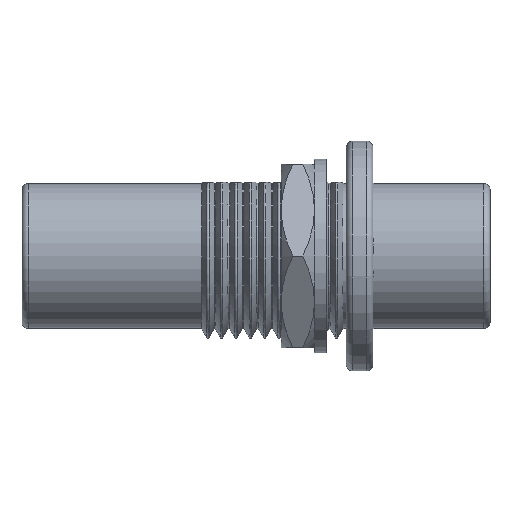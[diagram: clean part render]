
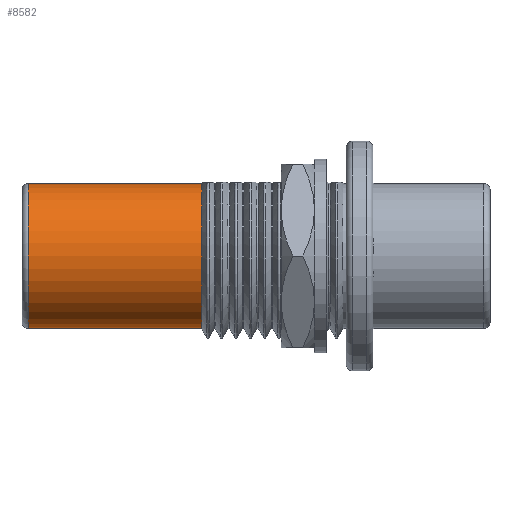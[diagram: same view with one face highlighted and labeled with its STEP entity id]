
A CAD part, left-side view. The second image highlights one B-rep face of the part: STEP entity #8582.
In plain terms, the highlighted cylindrical face has radius 5.512 mm (diameter 11.024 mm), a partial arc.
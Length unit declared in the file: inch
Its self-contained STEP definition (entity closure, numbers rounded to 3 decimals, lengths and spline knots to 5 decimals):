
#87 = CARTESIAN_POINT ( 'NONE',  ( 0., 0., 0. ) ) ;
#160 = CARTESIAN_POINT ( 'NONE',  ( 0., 0., -0.217 ) ) ;
#948 = ORIENTED_EDGE ( 'NONE', *, *, #11245, .F. ) ;
#1017 = ORIENTED_EDGE ( 'NONE', *, *, #11833, .F. ) ;
#1124 = AXIS2_PLACEMENT_3D ( 'NONE', #1534, #9853, #13164 ) ;
#1304 = DIRECTION ( 'NONE',  ( 0., -1., 0. ) ) ;
#1534 = CARTESIAN_POINT ( 'NONE',  ( 0., 1.381, 0. ) ) ;
#1545 = VECTOR ( 'NONE', #13018, 39.37008 ) ;
#1657 = EDGE_LOOP ( 'NONE', ( #948, #6939, #11774, #1017 ) ) ;
#1682 = CIRCLE ( 'NONE', #10837, 0.217 ) ;
#1863 = VECTOR ( 'NONE', #11158, 39.37008 ) ;
#2644 = LINE ( 'NONE', #160, #1545 ) ;
#3015 = DIRECTION ( 'NONE',  ( 0., 0., -1. ) ) ;
#3066 = DIRECTION ( 'NONE',  ( 0., -1., 0. ) ) ;
#3959 = FACE_OUTER_BOUND ( 'NONE', #1657, .T. ) ;
#4471 = VERTEX_POINT ( 'NONE', #8587 ) ;
#5239 = EDGE_CURVE ( 'NONE', #5688, #9058, #6776, .T. ) ;
#5688 = VERTEX_POINT ( 'NONE', #11905 ) ;
#6776 = CIRCLE ( 'NONE', #1124, 0.217 ) ;
#6939 = ORIENTED_EDGE ( 'NONE', *, *, #5239, .T. ) ;
#8582 = ADVANCED_FACE ( 'NONE', ( #3959 ), #9829, .T. ) ;
#8587 = CARTESIAN_POINT ( 'NONE',  ( 0., 0.863, -0.217 ) ) ;
#9058 = VERTEX_POINT ( 'NONE', #14639 ) ;
#9123 = EDGE_CURVE ( 'NONE', #9058, #4471, #2644, .T. ) ;
#9829 = CYLINDRICAL_SURFACE ( 'NONE', #10035, 0.217 ) ;
#9853 = DIRECTION ( 'NONE',  ( 0., -1., 0. ) ) ;
#10035 = AXIS2_PLACEMENT_3D ( 'NONE', #87, #1304, #14211 ) ;
#10048 = CARTESIAN_POINT ( 'NONE',  ( 0., 0.863, 0. ) ) ;
#10837 = AXIS2_PLACEMENT_3D ( 'NONE', #10048, #3066, #3015 ) ;
#10864 = CARTESIAN_POINT ( 'NONE',  ( 0., 0., 0.217 ) ) ;
#11158 = DIRECTION ( 'NONE',  ( 0., -1., 0. ) ) ;
#11245 = EDGE_CURVE ( 'NONE', #5688, #13396, #11955, .T. ) ;
#11774 = ORIENTED_EDGE ( 'NONE', *, *, #9123, .T. ) ;
#11833 = EDGE_CURVE ( 'NONE', #13396, #4471, #1682, .T. ) ;
#11905 = CARTESIAN_POINT ( 'NONE',  ( 0., 1.381, 0.217 ) ) ;
#11955 = LINE ( 'NONE', #10864, #1863 ) ;
#13018 = DIRECTION ( 'NONE',  ( 0., -1., 0. ) ) ;
#13164 = DIRECTION ( 'NONE',  ( 0., 0., 1. ) ) ;
#13396 = VERTEX_POINT ( 'NONE', #14384 ) ;
#14211 = DIRECTION ( 'NONE',  ( 0., 0., -1. ) ) ;
#14384 = CARTESIAN_POINT ( 'NONE',  ( 0., 0.863, 0.217 ) ) ;
#14639 = CARTESIAN_POINT ( 'NONE',  ( 0., 1.381, -0.217 ) ) ;
